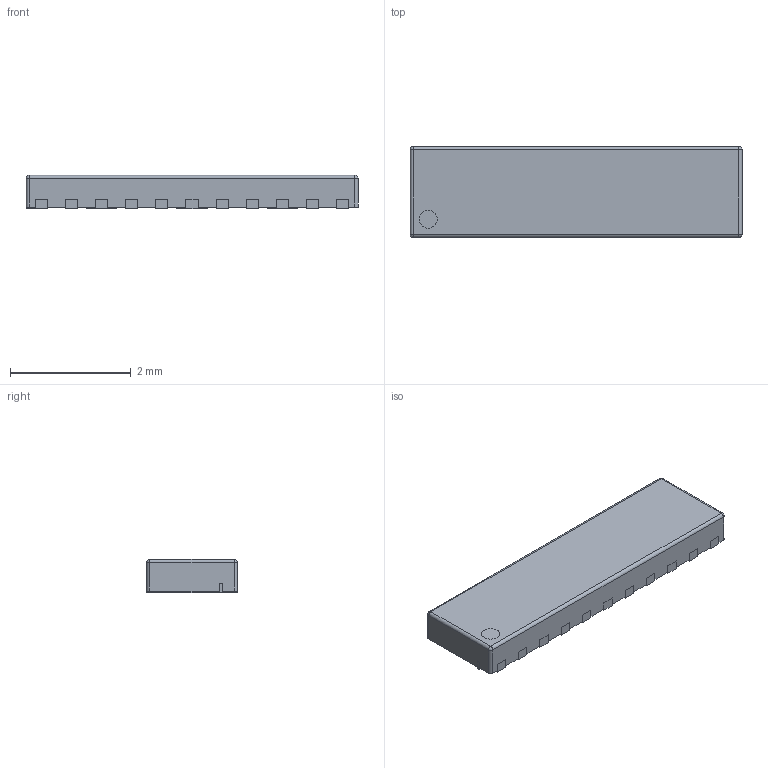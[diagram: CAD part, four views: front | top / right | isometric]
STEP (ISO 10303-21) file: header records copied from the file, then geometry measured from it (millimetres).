
FILE_DESCRIPTION (( 'STEP AP214' ), '1' );
FILE_NAME ('ESD8708MUTAG.STEP', '2023-03-02T15:12:15', ( '' ), ( '' ), 'SwSTEP 2.0', 'SolidWorks 2022', '' );
FILE_SCHEMA (( 'AUTOMOTIVE_DESIGN' ));
Length unit declared in the file: millimetre
Products named in the file (1): ESD8708MUTAG
Bounding box: 5.5 x 1.5 x 0.55 mm (x, y, z)
Volume: 4.4 mm3; surface area: 32.5 mm2
Topology: 13 solids, 13 shells, 187 faces, 472 edges, 308 vertices
Faces by surface type: plane 171, cylinder 12, sphere 4
Entity records: 6910 total; most frequent: CARTESIAN_POINT 964, ORIENTED_EDGE 936, DIRECTION 868, EDGE_CURVE 468, LINE 444, VECTOR 444, VERTEX_POINT 308, AXIS2_PLACEMENT_3D 212
